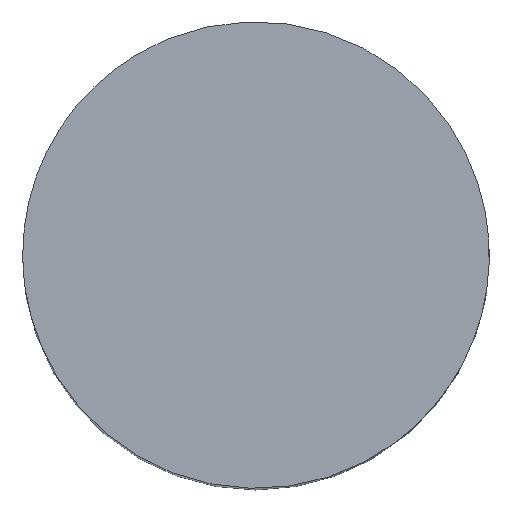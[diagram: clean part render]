
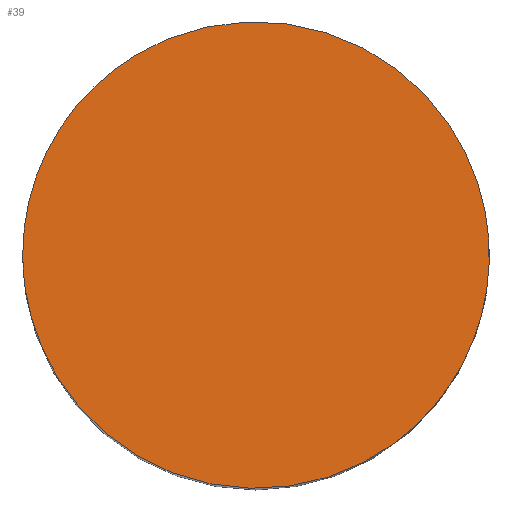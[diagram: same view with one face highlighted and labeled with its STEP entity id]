
A CAD part, top view. The second image highlights one B-rep face of the part: STEP entity #39.
In plain terms, the highlighted planar face has unit normal (0.707, 0, 0.707).
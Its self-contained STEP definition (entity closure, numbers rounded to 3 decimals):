
#19=FACE_OUTER_BOUND('',#22,.T.);
#22=EDGE_LOOP('',(#31));
#25=ELLIPSE('',#57,14.142,10.);
#26=VERTEX_POINT('',#76);
#28=EDGE_CURVE('',#26,#26,#25,.T.);
#31=ORIENTED_EDGE('',*,*,#28,.F.);
#37=PLANE('',#56);
#39=ADVANCED_FACE('',(#19),#37,.F.);
#56=AXIS2_PLACEMENT_3D('',#75,#63,#64);
#57=AXIS2_PLACEMENT_3D('',#77,#65,#66);
#63=DIRECTION('center_axis',(-0.707,0.,-0.707));
#64=DIRECTION('ref_axis',(-0.707,0.,0.707));
#65=DIRECTION('center_axis',(-0.707,0.,-0.707));
#66=DIRECTION('ref_axis',(0.707,0.,-0.707));
#75=CARTESIAN_POINT('Origin',(10.,0.,30.));
#76=CARTESIAN_POINT('',(-10.,0.,50.));
#77=CARTESIAN_POINT('Origin',(0.,0.,40.));
